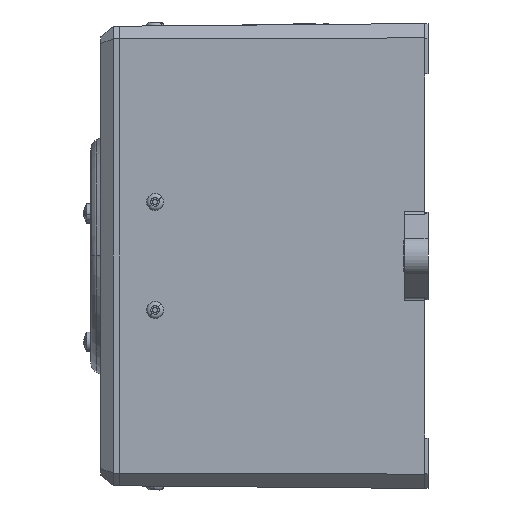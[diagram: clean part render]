
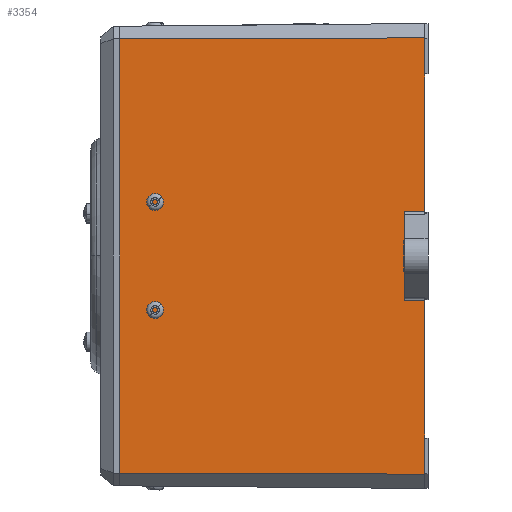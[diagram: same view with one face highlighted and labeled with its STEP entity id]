
A CAD part, left-side view. The second image highlights one B-rep face of the part: STEP entity #3354.
In plain terms, the highlighted planar face has unit normal (-1, 0.009, 0).
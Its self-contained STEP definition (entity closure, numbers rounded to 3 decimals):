
#591 = CARTESIAN_POINT ( 'NONE',  ( -108., 0., 102. ) ) ;
#851 = CARTESIAN_POINT ( 'NONE',  ( -109.252, -143.5, 20.928 ) ) ;
#1468 = CARTESIAN_POINT ( 'NONE',  ( -109.169, -134., -20.976 ) ) ;
#2573 = VERTEX_POINT ( 'NONE', #591 ) ;
#3354 = ADVANCED_FACE ( 'NONE', ( #28343 ), #21673, .T. ) ;
#3708 = DIRECTION ( 'NONE',  ( -0.009, -1., -0.005 ) ) ;
#4911 = EDGE_CURVE ( 'NONE', #19541, #22368, #45382, .T. ) ;
#5188 = VERTEX_POINT ( 'NONE', #39587 ) ;
#5974 = VERTEX_POINT ( 'NONE', #48298 ) ;
#7353 = VECTOR ( 'NONE', #28763, 1000. ) ;
#8062 = EDGE_CURVE ( 'NONE', #45371, #2573, #24347, .T. ) ;
#9919 = VECTOR ( 'NONE', #19531, 1000. ) ;
#11797 = LINE ( 'NONE', #26725, #48348 ) ;
#12666 = LINE ( 'NONE', #42293, #46914 ) ;
#13643 = LINE ( 'NONE', #17306, #34955 ) ;
#14031 = VERTEX_POINT ( 'NONE', #1468 ) ;
#14523 = CARTESIAN_POINT ( 'NONE',  ( -109.252, -143.5, 102.519 ) ) ;
#14882 = LINE ( 'NONE', #29637, #9919 ) ;
#14958 = CARTESIAN_POINT ( 'NONE',  ( -109.252, -143.504, 20.928 ) ) ;
#15861 = CARTESIAN_POINT ( 'NONE',  ( -108., 0., -102. ) ) ;
#16782 = CARTESIAN_POINT ( 'NONE',  ( -108., 0., -102. ) ) ;
#17306 = CARTESIAN_POINT ( 'NONE',  ( -109.252, -143.5, 0. ) ) ;
#19531 = DIRECTION ( 'NONE',  ( 0.009, 1., 0.004 ) ) ;
#19541 = VERTEX_POINT ( 'NONE', #46668 ) ;
#20036 = ORIENTED_EDGE ( 'NONE', *, *, #36670, .T. ) ;
#21673 = PLANE ( 'NONE',  #27038 ) ;
#22368 = VERTEX_POINT ( 'NONE', #851 ) ;
#22611 = ORIENTED_EDGE ( 'NONE', *, *, #8062, .T. ) ;
#23115 = ORIENTED_EDGE ( 'NONE', *, *, #4911, .T. ) ;
#23760 = VECTOR ( 'NONE', #47767, 1000. ) ;
#23791 = LINE ( 'NONE', #38977, #40941 ) ;
#24347 = LINE ( 'NONE', #25047, #7353 ) ;
#24418 = DIRECTION ( 'NONE',  ( 0., 0., 1. ) ) ;
#24717 = EDGE_CURVE ( 'NONE', #29824, #2573, #12666, .T. ) ;
#25047 = CARTESIAN_POINT ( 'NONE',  ( -107.994, 0.737, 101.997 ) ) ;
#26000 = ORIENTED_EDGE ( 'NONE', *, *, #24717, .F. ) ;
#26160 = CARTESIAN_POINT ( 'NONE',  ( -109.169, -134.004, -20.975 ) ) ;
#26725 = CARTESIAN_POINT ( 'NONE',  ( -109.169, -134., -102. ) ) ;
#27038 = AXIS2_PLACEMENT_3D ( 'NONE', #16782, #31781, #46739 ) ;
#28226 = LINE ( 'NONE', #26160, #23760 ) ;
#28343 = FACE_OUTER_BOUND ( 'NONE', #38955, .T. ) ;
#28763 = DIRECTION ( 'NONE',  ( 0.009, 1., -0.004 ) ) ;
#29637 = CARTESIAN_POINT ( 'NONE',  ( -108., 0.031, -102. ) ) ;
#29824 = VERTEX_POINT ( 'NONE', #15861 ) ;
#31215 = EDGE_CURVE ( 'NONE', #19541, #14031, #11797, .T. ) ;
#31781 = DIRECTION ( 'NONE',  ( -1., 0.009, 0. ) ) ;
#32530 = DIRECTION ( 'NONE',  ( 0., 0., 1. ) ) ;
#34815 = DIRECTION ( 'NONE',  ( 0., 0., -1. ) ) ;
#34955 = VECTOR ( 'NONE', #32530, 1000. ) ;
#36105 = VECTOR ( 'NONE', #3708, 1000. ) ;
#36670 = EDGE_CURVE ( 'NONE', #5974, #14031, #28226, .T. ) ;
#38589 = EDGE_CURVE ( 'NONE', #5188, #5974, #23791, .T. ) ;
#38726 = DIRECTION ( 'NONE',  ( 0., 0., 1. ) ) ;
#38955 = EDGE_LOOP ( 'NONE', ( #48534, #23115, #41829, #22611, #26000, #47377, #42109, #20036 ) ) ;
#38977 = CARTESIAN_POINT ( 'NONE',  ( -109.252, -143.5, 0. ) ) ;
#39587 = CARTESIAN_POINT ( 'NONE',  ( -109.252, -143.5, -102.519 ) ) ;
#40941 = VECTOR ( 'NONE', #38726, 1000. ) ;
#41829 = ORIENTED_EDGE ( 'NONE', *, *, #46478, .T. ) ;
#42109 = ORIENTED_EDGE ( 'NONE', *, *, #38589, .T. ) ;
#42293 = CARTESIAN_POINT ( 'NONE',  ( -108., 0., -102. ) ) ;
#45371 = VERTEX_POINT ( 'NONE', #14523 ) ;
#45382 = LINE ( 'NONE', #14958, #36105 ) ;
#46299 = EDGE_CURVE ( 'NONE', #5188, #29824, #14882, .T. ) ;
#46478 = EDGE_CURVE ( 'NONE', #22368, #45371, #13643, .T. ) ;
#46668 = CARTESIAN_POINT ( 'NONE',  ( -109.169, -134., 20.976 ) ) ;
#46739 = DIRECTION ( 'NONE',  ( -0.009, -1., 0. ) ) ;
#46914 = VECTOR ( 'NONE', #24418, 1000. ) ;
#47377 = ORIENTED_EDGE ( 'NONE', *, *, #46299, .F. ) ;
#47767 = DIRECTION ( 'NONE',  ( 0.009, 1., -0.005 ) ) ;
#48298 = CARTESIAN_POINT ( 'NONE',  ( -109.252, -143.5, -20.928 ) ) ;
#48348 = VECTOR ( 'NONE', #34815, 1000. ) ;
#48534 = ORIENTED_EDGE ( 'NONE', *, *, #31215, .F. ) ;
